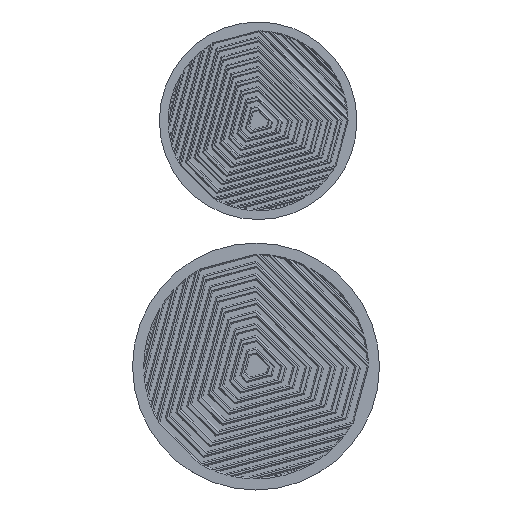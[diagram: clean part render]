
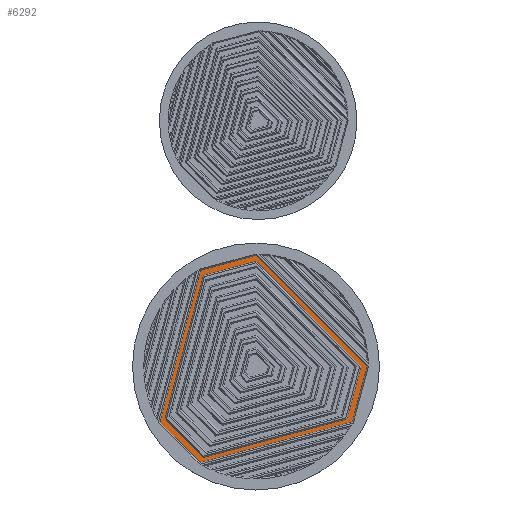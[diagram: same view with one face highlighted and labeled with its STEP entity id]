
A CAD part, top view. The second image highlights one B-rep face of the part: STEP entity #6292.
In plain terms, the highlighted planar face has unit normal (0, 0, 1).
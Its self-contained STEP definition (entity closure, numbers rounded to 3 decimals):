
#209=FACE_BOUND('',#2351,.T.);
#627=LINE('',#9723,#1325);
#630=LINE('',#9728,#1328);
#632=LINE('',#9732,#1330);
#634=LINE('',#9736,#1332);
#635=LINE('',#9739,#1333);
#637=LINE('',#9742,#1335);
#649=LINE('',#9876,#1347);
#653=LINE('',#9883,#1351);
#656=LINE('',#9889,#1354);
#659=LINE('',#9895,#1357);
#660=LINE('',#9898,#1358);
#663=LINE('',#9903,#1361);
#1325=VECTOR('',#7769,12.5);
#1328=VECTOR('',#7774,12.5);
#1330=VECTOR('',#7778,12.5);
#1332=VECTOR('',#7782,12.5);
#1333=VECTOR('',#7785,12.5);
#1335=VECTOR('',#7789,12.5);
#1347=VECTOR('',#7857,12.5);
#1351=VECTOR('',#7863,12.5);
#1354=VECTOR('',#7868,12.5);
#1357=VECTOR('',#7873,12.5);
#1358=VECTOR('',#7876,12.5);
#1361=VECTOR('',#7881,12.5);
#1944=FACE_OUTER_BOUND('',#2350,.T.);
#2350=EDGE_LOOP('',(#5553,#5554,#5555,#5556,#5557,#5558));
#2351=EDGE_LOOP('',(#5559,#5560,#5561,#5562,#5563,#5564));
#2847=VERTEX_POINT('',#9720);
#2848=VERTEX_POINT('',#9722);
#2849=VERTEX_POINT('',#9726);
#2850=VERTEX_POINT('',#9730);
#2851=VERTEX_POINT('',#9734);
#2852=VERTEX_POINT('',#9738);
#2873=VERTEX_POINT('',#9873);
#2874=VERTEX_POINT('',#9875);
#2876=VERTEX_POINT('',#9881);
#2878=VERTEX_POINT('',#9887);
#2880=VERTEX_POINT('',#9893);
#2881=VERTEX_POINT('',#9897);
#3598=EDGE_CURVE('',#2848,#2847,#627,.T.);
#3601=EDGE_CURVE('',#2847,#2849,#630,.T.);
#3603=EDGE_CURVE('',#2849,#2850,#632,.T.);
#3605=EDGE_CURVE('',#2850,#2851,#634,.T.);
#3606=EDGE_CURVE('',#2851,#2852,#635,.T.);
#3608=EDGE_CURVE('',#2852,#2848,#637,.T.);
#3647=EDGE_CURVE('',#2874,#2873,#649,.T.);
#3651=EDGE_CURVE('',#2873,#2876,#653,.T.);
#3654=EDGE_CURVE('',#2876,#2878,#656,.T.);
#3657=EDGE_CURVE('',#2878,#2880,#659,.T.);
#3658=EDGE_CURVE('',#2880,#2881,#660,.T.);
#3661=EDGE_CURVE('',#2881,#2874,#663,.T.);
#5553=ORIENTED_EDGE('',*,*,#3606,.T.);
#5554=ORIENTED_EDGE('',*,*,#3608,.T.);
#5555=ORIENTED_EDGE('',*,*,#3598,.T.);
#5556=ORIENTED_EDGE('',*,*,#3601,.T.);
#5557=ORIENTED_EDGE('',*,*,#3603,.T.);
#5558=ORIENTED_EDGE('',*,*,#3605,.T.);
#5559=ORIENTED_EDGE('',*,*,#3657,.T.);
#5560=ORIENTED_EDGE('',*,*,#3658,.T.);
#5561=ORIENTED_EDGE('',*,*,#3661,.T.);
#5562=ORIENTED_EDGE('',*,*,#3647,.T.);
#5563=ORIENTED_EDGE('',*,*,#3651,.T.);
#5564=ORIENTED_EDGE('',*,*,#3654,.T.);
#5940=PLANE('',#6760);
#6292=ADVANCED_FACE('',(#1944,#209),#5940,.T.);
#6760=AXIS2_PLACEMENT_3D('',#10407,#8329,#8330);
#7769=DIRECTION('',(-0.966,-0.259,0.));
#7774=DIRECTION('',(-0.259,-0.966,0.));
#7778=DIRECTION('',(0.707,-0.707,0.));
#7782=DIRECTION('',(0.966,0.259,0.));
#7785=DIRECTION('',(0.259,0.966,0.));
#7789=DIRECTION('',(-0.707,0.707,0.));
#7857=DIRECTION('',(0.259,0.966,0.));
#7863=DIRECTION('',(0.966,0.259,0.));
#7868=DIRECTION('',(0.707,-0.707,0.));
#7873=DIRECTION('',(-0.259,-0.966,0.));
#7876=DIRECTION('',(-0.966,-0.259,0.));
#7881=DIRECTION('',(-0.707,0.707,0.));
#8329=DIRECTION('center_axis',(0.,0.,1.));
#8330=DIRECTION('ref_axis',(-1.,0.,0.));
#9720=CARTESIAN_POINT('',(-58.415,98.678,1.8));
#9722=CARTESIAN_POINT('',(-2.165,113.75,1.8));
#9723=CARTESIAN_POINT('',(-44.353,102.446,1.8));
#9726=CARTESIAN_POINT('',(-99.593,-55.,1.8));
#9728=CARTESIAN_POINT('',(-89.298,-16.581,1.8));
#9730=CARTESIAN_POINT('',(-58.415,-96.178,1.8));
#9732=CARTESIAN_POINT('',(-68.71,-85.883,1.8));
#9734=CARTESIAN_POINT('',(95.263,-55.,1.8));
#9736=CARTESIAN_POINT('',(56.843,-65.294,1.8));
#9738=CARTESIAN_POINT('',(110.335,1.25,1.8));
#9739=CARTESIAN_POINT('',(106.567,-12.812,1.8));
#9742=CARTESIAN_POINT('',(25.96,85.625,1.8));
#9873=CARTESIAN_POINT('',(-55.29,93.265,1.8));
#9875=CARTESIAN_POINT('',(-94.18,-51.875,1.8));
#9876=CARTESIAN_POINT('',(-65.013,56.98,1.8));
#9881=CARTESIAN_POINT('',(-2.165,107.5,1.8));
#9883=CARTESIAN_POINT('',(-15.446,103.941,1.8));
#9887=CARTESIAN_POINT('',(104.085,1.25,1.8));
#9889=CARTESIAN_POINT('',(77.522,27.813,1.8));
#9893=CARTESIAN_POINT('',(89.85,-51.875,1.8));
#9895=CARTESIAN_POINT('',(93.409,-38.594,1.8));
#9897=CARTESIAN_POINT('',(-55.29,-90.765,1.8));
#9898=CARTESIAN_POINT('',(-19.005,-81.043,1.8));
#9903=CARTESIAN_POINT('',(-84.458,-61.598,1.8));
#10407=CARTESIAN_POINT('Origin',(-2.165,1.25,1.8));
